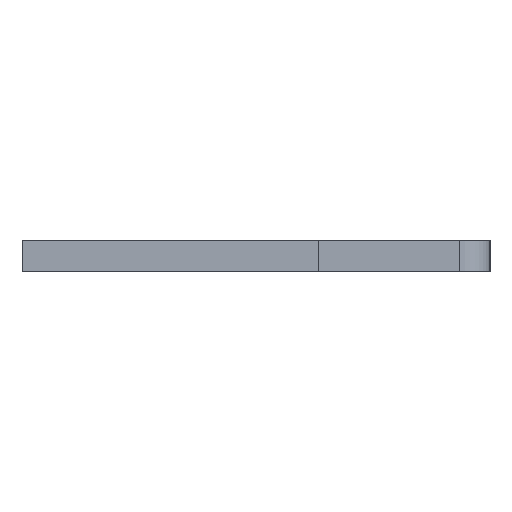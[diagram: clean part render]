
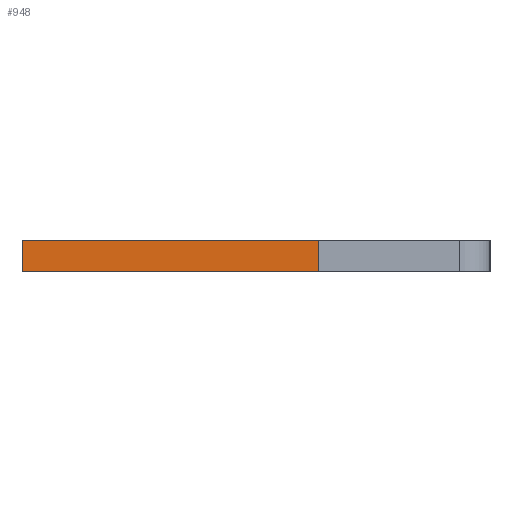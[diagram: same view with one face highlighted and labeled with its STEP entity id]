
A CAD part, left-side view. The second image highlights one B-rep face of the part: STEP entity #948.
In plain terms, the highlighted face is planar.
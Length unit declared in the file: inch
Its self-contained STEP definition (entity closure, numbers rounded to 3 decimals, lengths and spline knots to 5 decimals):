
#57 = VERTEX_POINT ( 'NONE', #736 ) ;
#101 = VERTEX_POINT ( 'NONE', #591 ) ;
#167 = EDGE_CURVE ( 'NONE', #57, #101, #672, .T. ) ;
#202 = CARTESIAN_POINT ( 'NONE',  ( -0.01, 0.15, -0.04 ) ) ;
#297 = AXIS2_PLACEMENT_3D ( 'NONE', #1594, #1569, #1197 ) ;
#359 = FACE_OUTER_BOUND ( 'NONE', #1212, .T. ) ;
#430 = VECTOR ( 'NONE', #749, 39.37008 ) ;
#551 = LINE ( 'NONE', #827, #1107 ) ;
#591 = CARTESIAN_POINT ( 'NONE',  ( -0.01, 0.15, -0.04 ) ) ;
#599 = LINE ( 'NONE', #1114, #1448 ) ;
#672 = LINE ( 'NONE', #202, #430 ) ;
#717 = DIRECTION ( 'NONE',  ( -1., 0., 0. ) ) ;
#736 = CARTESIAN_POINT ( 'NONE',  ( -0.01, -0.04, -0.04 ) ) ;
#749 = DIRECTION ( 'NONE',  ( 0., 1., 0. ) ) ;
#827 = CARTESIAN_POINT ( 'NONE',  ( 0.01, -0.04, -0.04 ) ) ;
#834 = DIRECTION ( 'NONE',  ( 0., 1., 0. ) ) ;
#847 = CARTESIAN_POINT ( 'NONE',  ( 0.01, 0.15, -0.04 ) ) ;
#948 = ADVANCED_FACE ( 'NONE', ( #359 ), #1469, .F. ) ;
#970 = DIRECTION ( 'NONE',  ( -1., 0., 0. ) ) ;
#1034 = ORIENTED_EDGE ( 'NONE', *, *, #167, .T. ) ;
#1103 = EDGE_CURVE ( 'NONE', #1353, #1585, #1190, .T. ) ;
#1107 = VECTOR ( 'NONE', #970, 39.37008 ) ;
#1114 = CARTESIAN_POINT ( 'NONE',  ( 0.01, 0.15, -0.04 ) ) ;
#1190 = LINE ( 'NONE', #847, #1643 ) ;
#1197 = DIRECTION ( 'NONE',  ( 1., 0., 0. ) ) ;
#1212 = EDGE_LOOP ( 'NONE', ( #1034, #1503, #1391, #1506 ) ) ;
#1213 = EDGE_CURVE ( 'NONE', #1585, #101, #599, .T. ) ;
#1241 = EDGE_CURVE ( 'NONE', #1353, #57, #551, .T. ) ;
#1353 = VERTEX_POINT ( 'NONE', #1607 ) ;
#1391 = ORIENTED_EDGE ( 'NONE', *, *, #1103, .F. ) ;
#1448 = VECTOR ( 'NONE', #717, 39.37008 ) ;
#1469 = PLANE ( 'NONE',  #297 ) ;
#1502 = CARTESIAN_POINT ( 'NONE',  ( 0.01, 0.15, -0.04 ) ) ;
#1503 = ORIENTED_EDGE ( 'NONE', *, *, #1213, .F. ) ;
#1506 = ORIENTED_EDGE ( 'NONE', *, *, #1241, .T. ) ;
#1569 = DIRECTION ( 'NONE',  ( 0., 0., 1. ) ) ;
#1585 = VERTEX_POINT ( 'NONE', #1502 ) ;
#1594 = CARTESIAN_POINT ( 'NONE',  ( 0.01, 0.15, -0.04 ) ) ;
#1607 = CARTESIAN_POINT ( 'NONE',  ( 0.01, -0.04, -0.04 ) ) ;
#1643 = VECTOR ( 'NONE', #834, 39.37008 ) ;
